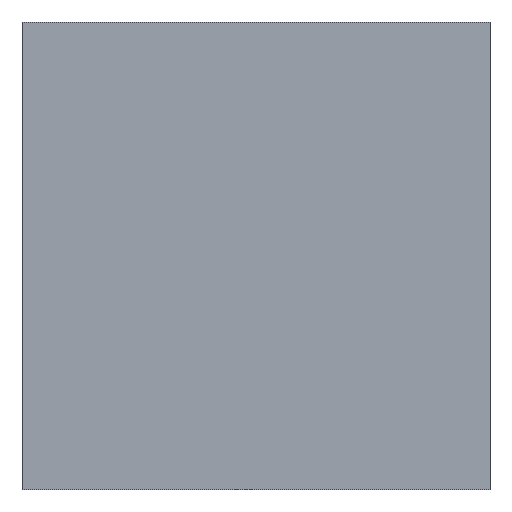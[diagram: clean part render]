
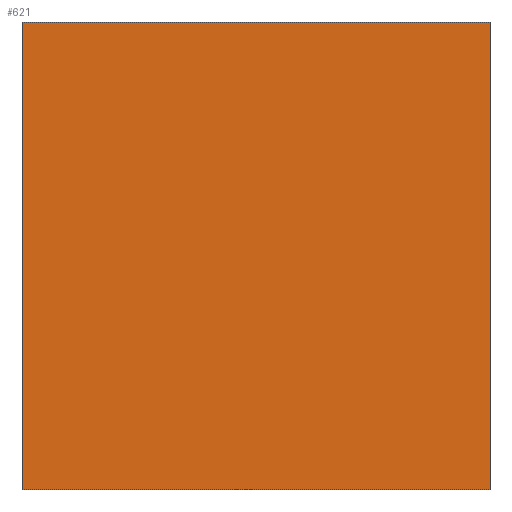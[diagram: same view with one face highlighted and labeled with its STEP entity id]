
A CAD part, front view. The second image highlights one B-rep face of the part: STEP entity #621.
In plain terms, the highlighted planar face has unit normal (0, -1, 0).
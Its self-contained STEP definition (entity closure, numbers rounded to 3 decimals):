
#131=ORIENTED_EDGE('',*,*,#261,.F.);
#132=ORIENTED_EDGE('',*,*,#270,.F.);
#133=ORIENTED_EDGE('',*,*,#267,.F.);
#134=ORIENTED_EDGE('',*,*,#264,.F.);
#261=EDGE_CURVE('',#333,#334,#393,.T.);
#264=EDGE_CURVE('',#334,#336,#396,.T.);
#267=EDGE_CURVE('',#336,#338,#399,.T.);
#270=EDGE_CURVE('',#338,#333,#402,.T.);
#333=VERTEX_POINT('',#986);
#334=VERTEX_POINT('',#988);
#336=VERTEX_POINT('',#994);
#338=VERTEX_POINT('',#1000);
#393=LINE('',#987,#461);
#396=LINE('',#993,#464);
#399=LINE('',#999,#467);
#402=LINE('',#1004,#470);
#461=VECTOR('',#806,1000.);
#464=VECTOR('',#811,1000.);
#467=VECTOR('',#816,1000.);
#470=VECTOR('',#821,1000.);
#517=EDGE_LOOP('',(#131,#132,#133,#134));
#555=FACE_BOUND('',#517,.T.);
#589=PLANE('',#700);
#621=ADVANCED_FACE('',(#555),#589,.F.);
#700=AXIS2_PLACEMENT_3D('',#1005,#822,#823);
#806=DIRECTION('',(-1.,0.,0.));
#811=DIRECTION('',(0.,0.,1.));
#816=DIRECTION('',(1.,0.,0.));
#821=DIRECTION('',(0.,0.,-1.));
#822=DIRECTION('',(0.,1.,0.));
#823=DIRECTION('',(0.,0.,1.));
#986=CARTESIAN_POINT('',(1.065,-0.25,-1.065));
#987=CARTESIAN_POINT('',(1.065,-0.25,-1.065));
#988=CARTESIAN_POINT('',(-1.065,-0.25,-1.065));
#993=CARTESIAN_POINT('',(-1.065,-0.25,-1.065));
#994=CARTESIAN_POINT('',(-1.065,-0.25,1.065));
#999=CARTESIAN_POINT('',(-1.065,-0.25,1.065));
#1000=CARTESIAN_POINT('',(1.065,-0.25,1.065));
#1004=CARTESIAN_POINT('',(1.065,-0.25,1.065));
#1005=CARTESIAN_POINT('',(0.,-0.25,0.));
